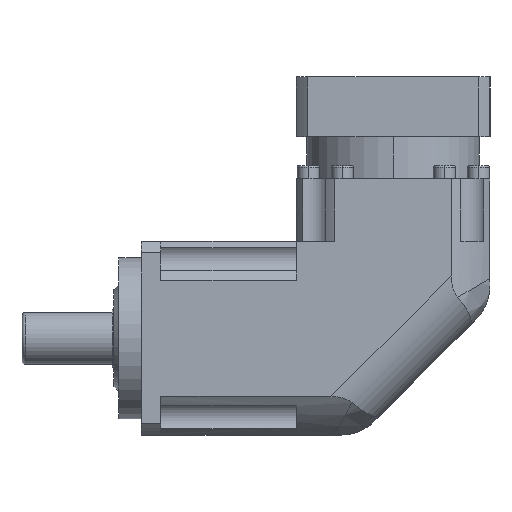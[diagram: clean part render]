
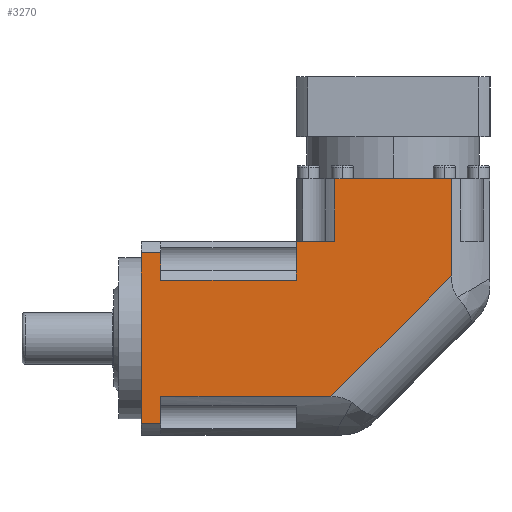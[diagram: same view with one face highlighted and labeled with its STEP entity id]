
A CAD part, left-side view. The second image highlights one B-rep face of the part: STEP entity #3270.
In plain terms, the highlighted planar face has unit normal (-1, 0, 0).
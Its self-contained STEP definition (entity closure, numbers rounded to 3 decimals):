
#121 = VERTEX_POINT ( 'NONE', #4242 ) ;
#135 = EDGE_CURVE ( 'NONE', #3645, #4981, #3233, .T. ) ;
#186 = VECTOR ( 'NONE', #3066, 1000. ) ;
#207 = VECTOR ( 'NONE', #652, 1000. ) ;
#211 = CARTESIAN_POINT ( 'NONE',  ( -30., -59.972, 49.5 ) ) ;
#275 = CARTESIAN_POINT ( 'NONE',  ( -30., -96.028, -15. ) ) ;
#281 = VERTEX_POINT ( 'NONE', #4725 ) ;
#292 = VERTEX_POINT ( 'NONE', #2158 ) ;
#294 = CARTESIAN_POINT ( 'NONE',  ( -30., 0., 26.458 ) ) ;
#304 = CARTESIAN_POINT ( 'NONE',  ( -30., -48., 30. ) ) ;
#307 = DIRECTION ( 'NONE',  ( 0., 1., 0. ) ) ;
#374 = CARTESIAN_POINT ( 'NONE',  ( -30., -54.574, -22.116 ) ) ;
#470 = EDGE_CURVE ( 'NONE', #281, #4996, #2739, .T. ) ;
#471 = DIRECTION ( 'NONE',  ( 0., 0., 1. ) ) ;
#532 = AXIS2_PLACEMENT_3D ( 'NONE', #1901, #2344, #2783 ) ;
#593 = CARTESIAN_POINT ( 'NONE',  ( -30., -6., -26.458 ) ) ;
#652 = DIRECTION ( 'NONE',  ( 0., 0., -1. ) ) ;
#696 = ORIENTED_EDGE ( 'NONE', *, *, #884, .T. ) ;
#733 = DIRECTION ( 'NONE',  ( 0., 0., -1. ) ) ;
#734 = CARTESIAN_POINT ( 'NONE',  ( -30., -59.972, 49.5 ) ) ;
#742 = DIRECTION ( 'NONE',  ( 0., 0., -1. ) ) ;
#805 = DIRECTION ( 'NONE',  ( 0., -0.707, 0.707 ) ) ;
#811 = EDGE_CURVE ( 'NONE', #3645, #292, #3004, .T. ) ;
#823 = CARTESIAN_POINT ( 'NONE',  ( -30., -93., 30. ) ) ;
#834 = VERTEX_POINT ( 'NONE', #3461 ) ;
#839 = ORIENTED_EDGE ( 'NONE', *, *, #4172, .T. ) ;
#849 = ORIENTED_EDGE ( 'NONE', *, *, #135, .T. ) ;
#879 = EDGE_CURVE ( 'NONE', #4996, #4657, #1276, .T. ) ;
#884 = EDGE_CURVE ( 'NONE', #1895, #1869, #3055, .T. ) ;
#963 = VECTOR ( 'NONE', #1649, 1000. ) ;
#1009 = EDGE_CURVE ( 'NONE', #834, #121, #2696, .T. ) ;
#1064 = VECTOR ( 'NONE', #742, 1000. ) ;
#1097 = ORIENTED_EDGE ( 'NONE', *, *, #2222, .F. ) ;
#1150 = DIRECTION ( 'NONE',  ( 0., 1., 0. ) ) ;
#1255 = CARTESIAN_POINT ( 'NONE',  ( -30., -48., 30. ) ) ;
#1258 = EDGE_LOOP ( 'NONE', ( #4463, #1354, #4707, #1097, #2913, #696, #2461, #3994, #3049, #849, #839, #1523, #1517 ) ) ;
#1265 = VECTOR ( 'NONE', #3276, 1000. ) ;
#1276 = LINE ( 'NONE', #5131, #1265 ) ;
#1354 = ORIENTED_EDGE ( 'NONE', *, *, #1868, .T. ) ;
#1372 = DIRECTION ( 'NONE',  ( 0., 0., -1. ) ) ;
#1416 = FACE_OUTER_BOUND ( 'NONE', #1258, .T. ) ;
#1517 = ORIENTED_EDGE ( 'NONE', *, *, #470, .F. ) ;
#1523 = ORIENTED_EDGE ( 'NONE', *, *, #879, .F. ) ;
#1535 = PLANE ( 'NONE',  #532 ) ;
#1556 = CARTESIAN_POINT ( 'NONE',  ( -30., -6., 26.458 ) ) ;
#1560 = CARTESIAN_POINT ( 'NONE',  ( -30., -48., -18.028 ) ) ;
#1649 = DIRECTION ( 'NONE',  ( 0., 0., -1. ) ) ;
#1868 = EDGE_CURVE ( 'NONE', #4222, #834, #4626, .T. ) ;
#1869 = VERTEX_POINT ( 'NONE', #1255 ) ;
#1895 = VERTEX_POINT ( 'NONE', #3017 ) ;
#1897 = CARTESIAN_POINT ( 'NONE',  ( -30., -48., 18.028 ) ) ;
#1901 = CARTESIAN_POINT ( 'NONE',  ( -30., -6., 26.458 ) ) ;
#1903 = LINE ( 'NONE', #2110, #3705 ) ;
#1942 = DIRECTION ( 'NONE',  ( 0., 1., 0. ) ) ;
#2074 = VERTEX_POINT ( 'NONE', #1897 ) ;
#2110 = CARTESIAN_POINT ( 'NONE',  ( -30., -59.972, 49.5 ) ) ;
#2158 = CARTESIAN_POINT ( 'NONE',  ( -30., -6., 18.028 ) ) ;
#2222 = EDGE_CURVE ( 'NONE', #4250, #121, #1903, .T. ) ;
#2341 = EDGE_CURVE ( 'NONE', #2074, #292, #3764, .T. ) ;
#2344 = DIRECTION ( 'NONE',  ( 1., 0., 0. ) ) ;
#2461 = ORIENTED_EDGE ( 'NONE', *, *, #3007, .T. ) ;
#2505 = LINE ( 'NONE', #294, #4317 ) ;
#2539 = DIRECTION ( 'NONE',  ( 0., -1., 0. ) ) ;
#2616 = CARTESIAN_POINT ( 'NONE',  ( -30., -48., 18.028 ) ) ;
#2696 = LINE ( 'NONE', #275, #4430 ) ;
#2739 = LINE ( 'NONE', #3063, #4534 ) ;
#2783 = DIRECTION ( 'NONE',  ( 0., 0., -1. ) ) ;
#2833 = VECTOR ( 'NONE', #805, 1000. ) ;
#2913 = ORIENTED_EDGE ( 'NONE', *, *, #5086, .T. ) ;
#3004 = LINE ( 'NONE', #1556, #963 ) ;
#3007 = EDGE_CURVE ( 'NONE', #1869, #2074, #4647, .T. ) ;
#3017 = CARTESIAN_POINT ( 'NONE',  ( -30., -59.972, 30. ) ) ;
#3049 = ORIENTED_EDGE ( 'NONE', *, *, #811, .F. ) ;
#3055 = LINE ( 'NONE', #823, #4570 ) ;
#3061 = LINE ( 'NONE', #1560, #3162 ) ;
#3063 = CARTESIAN_POINT ( 'NONE',  ( -30., -6., 26.458 ) ) ;
#3066 = DIRECTION ( 'NONE',  ( 0., 1., 0. ) ) ;
#3162 = VECTOR ( 'NONE', #1942, 1000. ) ;
#3232 = CARTESIAN_POINT ( 'NONE',  ( -30., -58.662, -18.028 ) ) ;
#3233 = LINE ( 'NONE', #3604, #5019 ) ;
#3270 = ADVANCED_FACE ( 'NONE', ( #1416 ), #1535, .F. ) ;
#3276 = DIRECTION ( 'NONE',  ( 0., 1., 0. ) ) ;
#3297 = EDGE_CURVE ( 'NONE', #4222, #281, #3061, .T. ) ;
#3461 = CARTESIAN_POINT ( 'NONE',  ( -30., -96.028, 19.338 ) ) ;
#3604 = CARTESIAN_POINT ( 'NONE',  ( -30., -6., 26.458 ) ) ;
#3645 = VERTEX_POINT ( 'NONE', #3673 ) ;
#3673 = CARTESIAN_POINT ( 'NONE',  ( -30., -6., 26.458 ) ) ;
#3705 = VECTOR ( 'NONE', #2539, 1000. ) ;
#3764 = LINE ( 'NONE', #2616, #186 ) ;
#3786 = LINE ( 'NONE', #211, #207 ) ;
#3994 = ORIENTED_EDGE ( 'NONE', *, *, #2341, .T. ) ;
#4172 = EDGE_CURVE ( 'NONE', #4981, #4657, #2505, .T. ) ;
#4222 = VERTEX_POINT ( 'NONE', #3232 ) ;
#4242 = CARTESIAN_POINT ( 'NONE',  ( -30., -96.028, 49.5 ) ) ;
#4250 = VERTEX_POINT ( 'NONE', #734 ) ;
#4298 = CARTESIAN_POINT ( 'NONE',  ( -30., 0., 26.458 ) ) ;
#4317 = VECTOR ( 'NONE', #733, 1000. ) ;
#4430 = VECTOR ( 'NONE', #471, 1000. ) ;
#4463 = ORIENTED_EDGE ( 'NONE', *, *, #3297, .F. ) ;
#4534 = VECTOR ( 'NONE', #1372, 1000. ) ;
#4570 = VECTOR ( 'NONE', #1150, 1000. ) ;
#4626 = LINE ( 'NONE', #374, #2833 ) ;
#4647 = LINE ( 'NONE', #304, #1064 ) ;
#4657 = VERTEX_POINT ( 'NONE', #4824 ) ;
#4707 = ORIENTED_EDGE ( 'NONE', *, *, #1009, .T. ) ;
#4725 = CARTESIAN_POINT ( 'NONE',  ( -30., -6., -18.028 ) ) ;
#4824 = CARTESIAN_POINT ( 'NONE',  ( -30., 0., -26.458 ) ) ;
#4981 = VERTEX_POINT ( 'NONE', #4298 ) ;
#4996 = VERTEX_POINT ( 'NONE', #593 ) ;
#5019 = VECTOR ( 'NONE', #307, 1000. ) ;
#5086 = EDGE_CURVE ( 'NONE', #4250, #1895, #3786, .T. ) ;
#5131 = CARTESIAN_POINT ( 'NONE',  ( -30., -6., -26.458 ) ) ;
